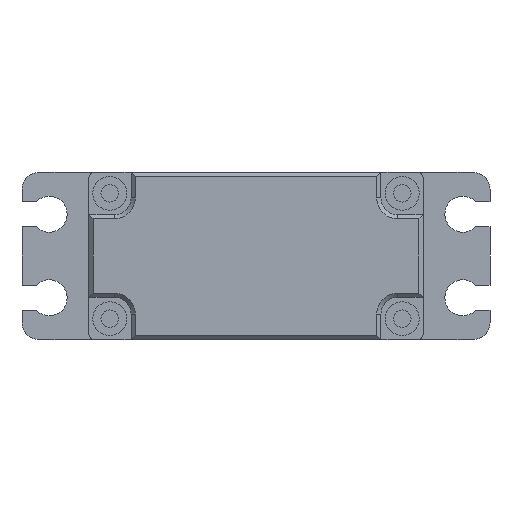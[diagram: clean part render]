
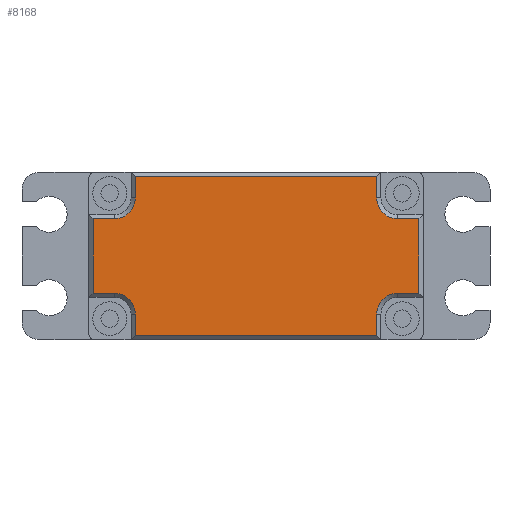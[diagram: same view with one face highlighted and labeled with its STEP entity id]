
A CAD part, front view. The second image highlights one B-rep face of the part: STEP entity #8168.
In plain terms, the highlighted planar face has unit normal (0, -1, 0).
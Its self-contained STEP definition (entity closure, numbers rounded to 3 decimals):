
#50 = ORIENTED_EDGE ( 'NONE', *, *, #12342, .T. ) ;
#239 = ORIENTED_EDGE ( 'NONE', *, *, #930, .T. ) ;
#404 = EDGE_CURVE ( 'NONE', #749, #11282, #1211, .T. ) ;
#602 = VERTEX_POINT ( 'NONE', #7438 ) ;
#749 = VERTEX_POINT ( 'NONE', #2147 ) ;
#808 = EDGE_CURVE ( 'NONE', #8460, #7169, #6967, .T. ) ;
#835 = ORIENTED_EDGE ( 'NONE', *, *, #12254, .T. ) ;
#930 = EDGE_CURVE ( 'NONE', #2748, #8135, #5067, .T. ) ;
#940 = LINE ( 'NONE', #10792, #6170 ) ;
#1096 = ORIENTED_EDGE ( 'NONE', *, *, #3509, .T. ) ;
#1211 = LINE ( 'NONE', #8971, #4330 ) ;
#1271 = EDGE_CURVE ( 'NONE', #3992, #602, #6458, .T. ) ;
#1348 = VERTEX_POINT ( 'NONE', #2124 ) ;
#1549 = DIRECTION ( 'NONE',  ( -1., 0., 0. ) ) ;
#1700 = ORIENTED_EDGE ( 'NONE', *, *, #808, .T. ) ;
#1943 = CIRCLE ( 'NONE', #13727, 2.5 ) ;
#2124 = CARTESIAN_POINT ( 'NONE',  ( 14.45, 0., -6.95 ) ) ;
#2132 = LINE ( 'NONE', #2206, #10001 ) ;
#2144 = ORIENTED_EDGE ( 'NONE', *, *, #12851, .T. ) ;
#2147 = CARTESIAN_POINT ( 'NONE',  ( 14.45, 0., 6.95 ) ) ;
#2206 = CARTESIAN_POINT ( 'NONE',  ( 19.5, 0., -4.45 ) ) ;
#2630 = CARTESIAN_POINT ( 'NONE',  ( 16.95, 0., 4.45 ) ) ;
#2748 = VERTEX_POINT ( 'NONE', #7286 ) ;
#2870 = AXIS2_PLACEMENT_3D ( 'NONE', #4740, #9248, #5015 ) ;
#2879 = CARTESIAN_POINT ( 'NONE',  ( 19.5, 0., 4.45 ) ) ;
#3003 = AXIS2_PLACEMENT_3D ( 'NONE', #5394, #9902, #11776 ) ;
#3100 = DIRECTION ( 'NONE',  ( 1., 0., 0. ) ) ;
#3159 = CARTESIAN_POINT ( 'NONE',  ( -14.45, 0., -9.5 ) ) ;
#3444 = LINE ( 'NONE', #12283, #6913 ) ;
#3465 = VERTEX_POINT ( 'NONE', #4019 ) ;
#3509 = EDGE_CURVE ( 'NONE', #7520, #2748, #4839, .T. ) ;
#3665 = EDGE_CURVE ( 'NONE', #11282, #4325, #12470, .T. ) ;
#3844 = DIRECTION ( 'NONE',  ( 0., 0., -1. ) ) ;
#3891 = VECTOR ( 'NONE', #11018, 1000. ) ;
#3992 = VERTEX_POINT ( 'NONE', #4270 ) ;
#4019 = CARTESIAN_POINT ( 'NONE',  ( 19.5, 0., 4.45 ) ) ;
#4099 = DIRECTION ( 'NONE',  ( 0., 1., 0. ) ) ;
#4241 = FACE_OUTER_BOUND ( 'NONE', #6867, .T. ) ;
#4270 = CARTESIAN_POINT ( 'NONE',  ( 16.95, 0., -4.45 ) ) ;
#4303 = CARTESIAN_POINT ( 'NONE',  ( -19.5, 0., 4.45 ) ) ;
#4307 = DIRECTION ( 'NONE',  ( 0., 0., 1. ) ) ;
#4316 = DIRECTION ( 'NONE',  ( 0., 0., 1. ) ) ;
#4325 = VERTEX_POINT ( 'NONE', #6896 ) ;
#4330 = VECTOR ( 'NONE', #4316, 1000. ) ;
#4651 = CARTESIAN_POINT ( 'NONE',  ( 14.45, 0., 9.5 ) ) ;
#4740 = CARTESIAN_POINT ( 'NONE',  ( 16.95, 0., 6.95 ) ) ;
#4839 = CIRCLE ( 'NONE', #3003, 2.5 ) ;
#5015 = DIRECTION ( 'NONE',  ( 0., 0., -1. ) ) ;
#5067 = LINE ( 'NONE', #13831, #11057 ) ;
#5117 = DIRECTION ( 'NONE',  ( -1., 0., 0. ) ) ;
#5307 = VECTOR ( 'NONE', #11386, 1000. ) ;
#5394 = CARTESIAN_POINT ( 'NONE',  ( -16.95, 0., -6.95 ) ) ;
#5592 = CARTESIAN_POINT ( 'NONE',  ( -16.95, 0., -4.45 ) ) ;
#5648 = ORIENTED_EDGE ( 'NONE', *, *, #404, .T. ) ;
#5869 = EDGE_CURVE ( 'NONE', #1348, #3992, #12665, .T. ) ;
#5870 = VECTOR ( 'NONE', #11651, 1000. ) ;
#6074 = LINE ( 'NONE', #2879, #10051 ) ;
#6109 = CARTESIAN_POINT ( 'NONE',  ( -19.5, 0., -4.45 ) ) ;
#6170 = VECTOR ( 'NONE', #3100, 1000. ) ;
#6319 = DIRECTION ( 'NONE',  ( 0., 0., 1. ) ) ;
#6458 = LINE ( 'NONE', #12964, #3891 ) ;
#6483 = LINE ( 'NONE', #12921, #7050 ) ;
#6649 = AXIS2_PLACEMENT_3D ( 'NONE', #11320, #11457, #1549 ) ;
#6778 = CARTESIAN_POINT ( 'NONE',  ( 14.45, 0., -9.5 ) ) ;
#6867 = EDGE_LOOP ( 'NONE', ( #5648, #7445, #50, #9164, #10079, #1700, #12127, #1096, #239, #11095, #2144, #13757, #13654, #8165, #835, #13513 ) ) ;
#6896 = CARTESIAN_POINT ( 'NONE',  ( -14.45, 0., 9.5 ) ) ;
#6913 = VECTOR ( 'NONE', #7951, 1000. ) ;
#6967 = LINE ( 'NONE', #4303, #8302 ) ;
#7044 = EDGE_CURVE ( 'NONE', #8135, #7092, #3444, .T. ) ;
#7050 = VECTOR ( 'NONE', #4307, 1000. ) ;
#7092 = VERTEX_POINT ( 'NONE', #6778 ) ;
#7169 = VERTEX_POINT ( 'NONE', #6109 ) ;
#7243 = CARTESIAN_POINT ( 'NONE',  ( -14.45, 0., 9.5 ) ) ;
#7286 = CARTESIAN_POINT ( 'NONE',  ( -14.45, 0., -6.95 ) ) ;
#7373 = LINE ( 'NONE', #8679, #8226 ) ;
#7438 = CARTESIAN_POINT ( 'NONE',  ( 19.5, 0., -4.45 ) ) ;
#7445 = ORIENTED_EDGE ( 'NONE', *, *, #3665, .T. ) ;
#7475 = DIRECTION ( 'NONE',  ( 0., 1., 0. ) ) ;
#7520 = VERTEX_POINT ( 'NONE', #5592 ) ;
#7752 = EDGE_CURVE ( 'NONE', #7169, #7520, #940, .T. ) ;
#7951 = DIRECTION ( 'NONE',  ( 1., 0., 0. ) ) ;
#8135 = VERTEX_POINT ( 'NONE', #3159 ) ;
#8165 = ORIENTED_EDGE ( 'NONE', *, *, #10402, .T. ) ;
#8168 = ADVANCED_FACE ( 'NONE', ( #4241 ), #14020, .F. ) ;
#8224 = VERTEX_POINT ( 'NONE', #8966 ) ;
#8226 = VECTOR ( 'NONE', #13056, 1000. ) ;
#8302 = VECTOR ( 'NONE', #8746, 1000. ) ;
#8460 = VERTEX_POINT ( 'NONE', #13122 ) ;
#8679 = CARTESIAN_POINT ( 'NONE',  ( -16.95, 0., 4.45 ) ) ;
#8746 = DIRECTION ( 'NONE',  ( 0., 0., -1. ) ) ;
#8758 = CARTESIAN_POINT ( 'NONE',  ( -21.45, 0., 10.45 ) ) ;
#8966 = CARTESIAN_POINT ( 'NONE',  ( -14.45, 0., 6.95 ) ) ;
#8971 = CARTESIAN_POINT ( 'NONE',  ( 14.45, 0., 6.95 ) ) ;
#9164 = ORIENTED_EDGE ( 'NONE', *, *, #12020, .T. ) ;
#9206 = VERTEX_POINT ( 'NONE', #13754 ) ;
#9248 = DIRECTION ( 'NONE',  ( 0., 1., 0. ) ) ;
#9902 = DIRECTION ( 'NONE',  ( 0., 1., 0. ) ) ;
#9911 = DIRECTION ( 'NONE',  ( 1., 0., 0. ) ) ;
#9938 = CARTESIAN_POINT ( 'NONE',  ( -16.95, 0., 6.95 ) ) ;
#10001 = VECTOR ( 'NONE', #6319, 1000. ) ;
#10051 = VECTOR ( 'NONE', #5117, 1000. ) ;
#10079 = ORIENTED_EDGE ( 'NONE', *, *, #12870, .T. ) ;
#10402 = EDGE_CURVE ( 'NONE', #602, #3465, #2132, .T. ) ;
#10792 = CARTESIAN_POINT ( 'NONE',  ( -19.5, 0., -4.45 ) ) ;
#11018 = DIRECTION ( 'NONE',  ( 1., 0., 0. ) ) ;
#11057 = VECTOR ( 'NONE', #3844, 1000. ) ;
#11095 = ORIENTED_EDGE ( 'NONE', *, *, #7044, .T. ) ;
#11282 = VERTEX_POINT ( 'NONE', #14318 ) ;
#11320 = CARTESIAN_POINT ( 'NONE',  ( 16.95, 0., -6.95 ) ) ;
#11386 = DIRECTION ( 'NONE',  ( -1., 0., 0. ) ) ;
#11457 = DIRECTION ( 'NONE',  ( 0., 1., 0. ) ) ;
#11651 = DIRECTION ( 'NONE',  ( 0., 0., -1. ) ) ;
#11710 = VERTEX_POINT ( 'NONE', #2630 ) ;
#11776 = DIRECTION ( 'NONE',  ( 0., 0., 1. ) ) ;
#11880 = DIRECTION ( 'NONE',  ( 1., 0., 0. ) ) ;
#12020 = EDGE_CURVE ( 'NONE', #8224, #9206, #1943, .T. ) ;
#12127 = ORIENTED_EDGE ( 'NONE', *, *, #7752, .T. ) ;
#12254 = EDGE_CURVE ( 'NONE', #3465, #11710, #6074, .T. ) ;
#12283 = CARTESIAN_POINT ( 'NONE',  ( -14.45, 0., -9.5 ) ) ;
#12342 = EDGE_CURVE ( 'NONE', #4325, #8224, #13814, .T. ) ;
#12470 = LINE ( 'NONE', #4651, #5307 ) ;
#12665 = CIRCLE ( 'NONE', #6649, 2.5 ) ;
#12851 = EDGE_CURVE ( 'NONE', #7092, #1348, #6483, .T. ) ;
#12870 = EDGE_CURVE ( 'NONE', #9206, #8460, #7373, .T. ) ;
#12921 = CARTESIAN_POINT ( 'NONE',  ( 14.45, 0., -9.5 ) ) ;
#12964 = CARTESIAN_POINT ( 'NONE',  ( 16.95, 0., -4.45 ) ) ;
#13041 = EDGE_CURVE ( 'NONE', #11710, #749, #13503, .T. ) ;
#13056 = DIRECTION ( 'NONE',  ( -1., 0., 0. ) ) ;
#13122 = CARTESIAN_POINT ( 'NONE',  ( -19.5, 0., 4.45 ) ) ;
#13503 = CIRCLE ( 'NONE', #2870, 2.5 ) ;
#13513 = ORIENTED_EDGE ( 'NONE', *, *, #13041, .T. ) ;
#13654 = ORIENTED_EDGE ( 'NONE', *, *, #1271, .T. ) ;
#13727 = AXIS2_PLACEMENT_3D ( 'NONE', #9938, #7475, #11880 ) ;
#13754 = CARTESIAN_POINT ( 'NONE',  ( -16.95, 0., 4.45 ) ) ;
#13757 = ORIENTED_EDGE ( 'NONE', *, *, #5869, .T. ) ;
#13814 = LINE ( 'NONE', #7243, #5870 ) ;
#13831 = CARTESIAN_POINT ( 'NONE',  ( -14.45, 0., -6.95 ) ) ;
#14020 = PLANE ( 'NONE',  #14317 ) ;
#14317 = AXIS2_PLACEMENT_3D ( 'NONE', #8758, #4099, #9911 ) ;
#14318 = CARTESIAN_POINT ( 'NONE',  ( 14.45, 0., 9.5 ) ) ;
